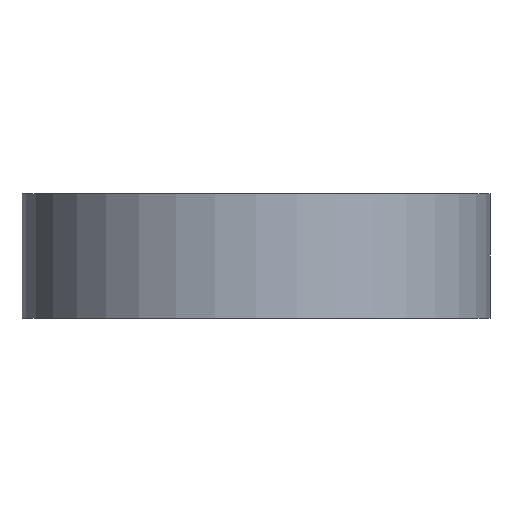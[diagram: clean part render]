
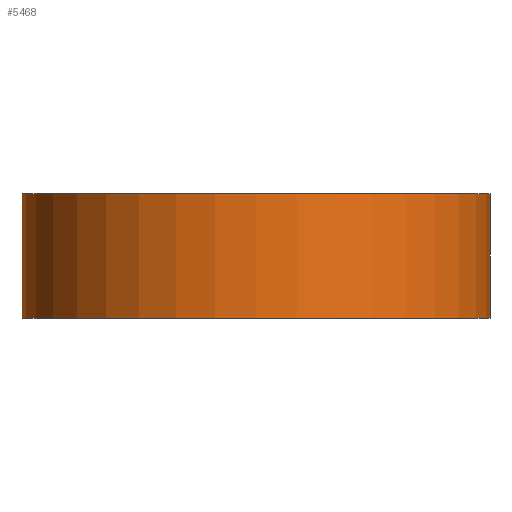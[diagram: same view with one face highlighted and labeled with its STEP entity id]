
A CAD part, left-side view. The second image highlights one B-rep face of the part: STEP entity #5468.
In plain terms, the highlighted cylindrical face has radius 60 mm (diameter 120 mm), a partial arc.
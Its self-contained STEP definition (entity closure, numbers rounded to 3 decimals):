
#187 = CARTESIAN_POINT ( 'NONE',  ( 0., 60., -32. ) ) ;
#514 = CIRCLE ( 'NONE', #6900, 60. ) ;
#860 = EDGE_CURVE ( 'NONE', #5736, #6454, #4404, .T. ) ;
#880 = AXIS2_PLACEMENT_3D ( 'NONE', #1401, #6414, #2865 ) ;
#948 = CARTESIAN_POINT ( 'NONE',  ( 0., 60., -32. ) ) ;
#985 = ORIENTED_EDGE ( 'NONE', *, *, #860, .F. ) ;
#1401 = CARTESIAN_POINT ( 'NONE',  ( 0., 0., -32. ) ) ;
#1584 = CYLINDRICAL_SURFACE ( 'NONE', #880, 60. ) ;
#1682 = CARTESIAN_POINT ( 'NONE',  ( 0., 0., 0. ) ) ;
#2403 = DIRECTION ( 'NONE',  ( 0., 1., 0. ) ) ;
#2522 = CARTESIAN_POINT ( 'NONE',  ( 0., -60., -32. ) ) ;
#2711 = VECTOR ( 'NONE', #6603, 1000. ) ;
#2785 = EDGE_LOOP ( 'NONE', ( #985, #8358, #6542, #7231 ) ) ;
#2865 = DIRECTION ( 'NONE',  ( 0., -1., 0. ) ) ;
#3744 = CARTESIAN_POINT ( 'NONE',  ( 0., -60., 0. ) ) ;
#3845 = CARTESIAN_POINT ( 'NONE',  ( 0., 60., 0. ) ) ;
#3861 = VECTOR ( 'NONE', #8574, 1000. ) ;
#4404 = LINE ( 'NONE', #187, #3861 ) ;
#4815 = FACE_OUTER_BOUND ( 'NONE', #2785, .T. ) ;
#4854 = EDGE_CURVE ( 'NONE', #8903, #6886, #7270, .T. ) ;
#5326 = DIRECTION ( 'NONE',  ( 0., 1., 0. ) ) ;
#5468 = ADVANCED_FACE ( 'NONE', ( #4815 ), #1584, .T. ) ;
#5736 = VERTEX_POINT ( 'NONE', #948 ) ;
#5982 = DIRECTION ( 'NONE',  ( 0., 0., -1. ) ) ;
#6414 = DIRECTION ( 'NONE',  ( 0., 0., 1. ) ) ;
#6454 = VERTEX_POINT ( 'NONE', #3845 ) ;
#6542 = ORIENTED_EDGE ( 'NONE', *, *, #4854, .T. ) ;
#6603 = DIRECTION ( 'NONE',  ( 0., 0., 1. ) ) ;
#6667 = DIRECTION ( 'NONE',  ( 0., 0., -1. ) ) ;
#6886 = VERTEX_POINT ( 'NONE', #3744 ) ;
#6900 = AXIS2_PLACEMENT_3D ( 'NONE', #1682, #6667, #2403 ) ;
#7231 = ORIENTED_EDGE ( 'NONE', *, *, #8801, .T. ) ;
#7270 = LINE ( 'NONE', #7289, #2711 ) ;
#7289 = CARTESIAN_POINT ( 'NONE',  ( 0., -60., -32. ) ) ;
#7519 = AXIS2_PLACEMENT_3D ( 'NONE', #8907, #5982, #5326 ) ;
#8358 = ORIENTED_EDGE ( 'NONE', *, *, #8723, .F. ) ;
#8574 = DIRECTION ( 'NONE',  ( 0., 0., 1. ) ) ;
#8650 = CIRCLE ( 'NONE', #7519, 60. ) ;
#8723 = EDGE_CURVE ( 'NONE', #8903, #5736, #8650, .T. ) ;
#8801 = EDGE_CURVE ( 'NONE', #6886, #6454, #514, .T. ) ;
#8903 = VERTEX_POINT ( 'NONE', #2522 ) ;
#8907 = CARTESIAN_POINT ( 'NONE',  ( 0., 0., -32. ) ) ;
